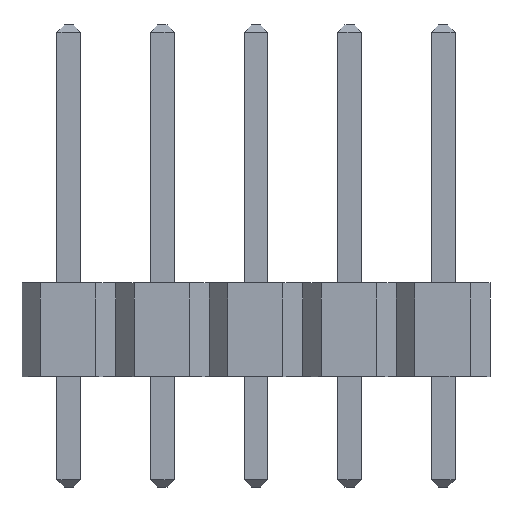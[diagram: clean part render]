
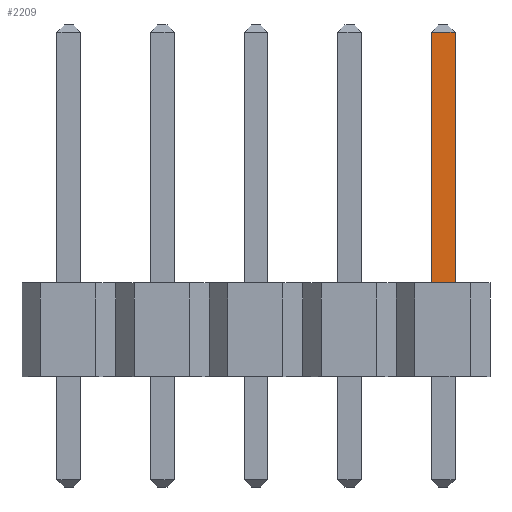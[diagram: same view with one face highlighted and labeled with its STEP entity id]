
A CAD part, front view. The second image highlights one B-rep face of the part: STEP entity #2209.
In plain terms, the highlighted planar face has unit normal (0, -1, 0).
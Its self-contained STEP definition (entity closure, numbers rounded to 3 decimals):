
#38=FACE_OUTER_BOUND('',#162,.T.);
#162=EDGE_LOOP('',(#1410,#1411,#1412,#1413));
#305=LINE('',#3059,#601);
#314=LINE('',#3077,#610);
#316=LINE('',#3082,#612);
#317=LINE('',#3083,#613);
#601=VECTOR('',#2506,10.);
#610=VECTOR('',#2523,10.);
#612=VECTOR('',#2529,10.);
#613=VECTOR('',#2530,10.);
#887=VERTEX_POINT('',#3049);
#890=VERTEX_POINT('',#3057);
#895=VERTEX_POINT('',#3076);
#896=VERTEX_POINT('',#3081);
#1081=EDGE_CURVE('',#890,#887,#305,.T.);
#1090=EDGE_CURVE('',#887,#895,#314,.T.);
#1092=EDGE_CURVE('',#890,#896,#316,.T.);
#1093=EDGE_CURVE('',#895,#896,#317,.T.);
#1410=ORIENTED_EDGE('',*,*,#1081,.F.);
#1411=ORIENTED_EDGE('',*,*,#1092,.T.);
#1412=ORIENTED_EDGE('',*,*,#1093,.F.);
#1413=ORIENTED_EDGE('',*,*,#1090,.F.);
#1960=PLANE('',#2353);
#2209=ADVANCED_FACE('',(#38),#1960,.T.);
#2353=AXIS2_PLACEMENT_3D('',#3080,#2527,#2528);
#2506=DIRECTION('',(1.,0.,0.));
#2523=DIRECTION('',(0.,0.,-1.));
#2527=DIRECTION('center_axis',(0.,-1.,0.));
#2528=DIRECTION('ref_axis',(1.,0.,0.));
#2529=DIRECTION('',(0.,0.,-1.));
#2530=DIRECTION('',(-1.,0.,0.));
#3049=CARTESIAN_POINT('',(10.485,-0.325,9.34));
#3057=CARTESIAN_POINT('',(9.835,-0.325,9.34));
#3059=CARTESIAN_POINT('',(9.998,-0.325,9.34));
#3076=CARTESIAN_POINT('',(10.485,-0.325,2.54));
#3077=CARTESIAN_POINT('',(10.485,-0.325,2.54));
#3080=CARTESIAN_POINT('Origin',(9.835,-0.325,2.54));
#3081=CARTESIAN_POINT('',(9.835,-0.325,2.54));
#3082=CARTESIAN_POINT('',(9.835,-0.325,2.54));
#3083=CARTESIAN_POINT('',(9.996,-0.325,2.54));
